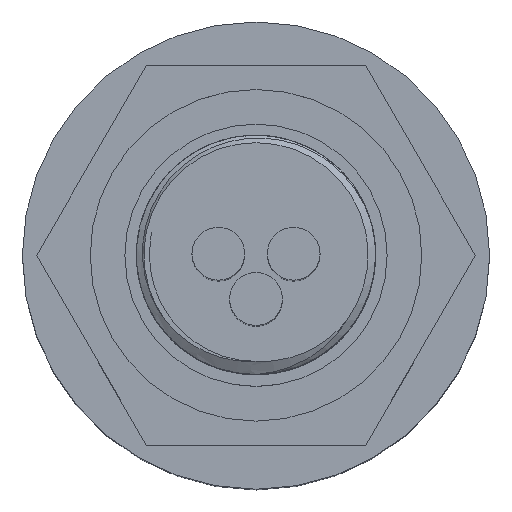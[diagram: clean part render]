
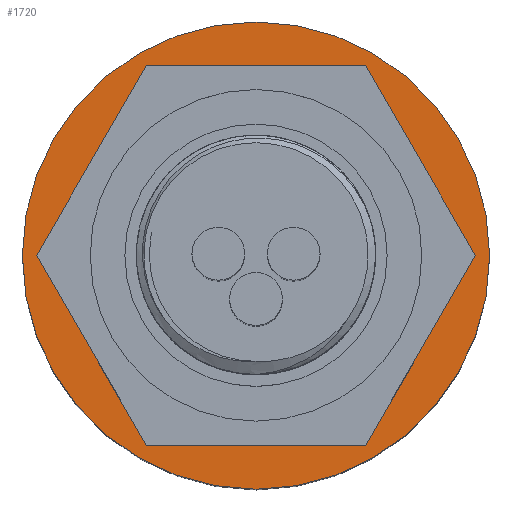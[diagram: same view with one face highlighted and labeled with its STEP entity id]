
A CAD part, top view. The second image highlights one B-rep face of the part: STEP entity #1720.
In plain terms, the highlighted planar face has unit normal (0, 0, 1).
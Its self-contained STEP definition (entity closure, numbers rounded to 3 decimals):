
#50=FACE_BOUND($,#401,.T.);
#51=FACE_BOUND($,#402,.T.);
#77=CIRCLE($,#1795,12.5);
#86=CIRCLE($,#1813,15.5);
#401=EDGE_LOOP($,(#1430));
#402=EDGE_LOOP($,(#1431));
#806=VERTEX_POINT($,#5029);
#815=VERTEX_POINT($,#5056);
#1031=EDGE_CURVE($,#806,#806,#77,.T.);
#1040=EDGE_CURVE($,#815,#815,#86,.T.);
#1430=ORIENTED_EDGE($,*,*,#1031,.T.);
#1431=ORIENTED_EDGE($,*,*,#1040,.F.);
#1539=PLANE($,#1815);
#1720=ADVANCED_FACE($,(#50,#51),#1539,.F.);
#1795=AXIS2_PLACEMENT_3D($,#5030,#2083,#2084);
#1813=AXIS2_PLACEMENT_3D($,#5057,#2119,#2120);
#1815=AXIS2_PLACEMENT_3D($,#5060,#2123,#2124);
#2083=DIRECTION('center_axis',(0.,0.,-1.));
#2084=DIRECTION('ref_axis',(1.,0.,0.));
#2119=DIRECTION('center_axis',(0.,0.,-1.));
#2120=DIRECTION('ref_axis',(-1.,0.,0.));
#2123=DIRECTION('center_axis',(0.,0.,-1.));
#2124=DIRECTION('ref_axis',(-1.,0.,0.));
#5029=CARTESIAN_POINT('',(-12.5,0.,28.));
#5030=CARTESIAN_POINT('Origin',(0.,0.,28.));
#5056=CARTESIAN_POINT('',(15.5,0.,28.));
#5057=CARTESIAN_POINT('Origin',(0.,0.,28.));
#5060=CARTESIAN_POINT('Origin',(0.,0.,28.));
